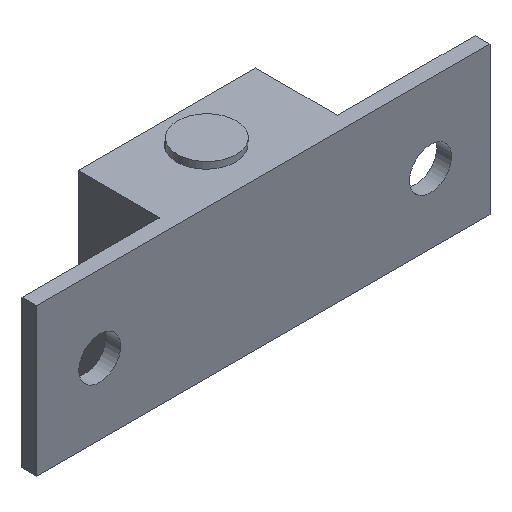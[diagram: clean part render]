
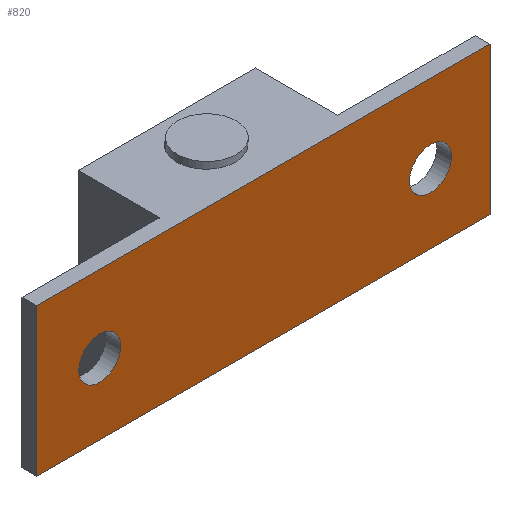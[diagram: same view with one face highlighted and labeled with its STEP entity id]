
A CAD part, isometric view. The second image highlights one B-rep face of the part: STEP entity #820.
In plain terms, the highlighted planar face has unit normal (0, -1, 0).
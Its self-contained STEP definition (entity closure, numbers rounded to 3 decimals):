
#29=FACE_BOUND('',#103,.T.);
#30=FACE_BOUND('',#104,.T.);
#36=CIRCLE('',#887,4.25);
#37=CIRCLE('',#888,4.25);
#53=FACE_OUTER_BOUND('',#102,.T.);
#102=EDGE_LOOP('',(#589,#590,#591,#592));
#103=EDGE_LOOP('',(#593));
#104=EDGE_LOOP('',(#594));
#167=LINE('',#1202,#270);
#174=LINE('',#1217,#277);
#175=LINE('',#1219,#278);
#176=LINE('',#1220,#279);
#270=VECTOR('',#970,10.);
#277=VECTOR('',#987,10.);
#278=VECTOR('',#988,10.);
#279=VECTOR('',#989,10.);
#370=VERTEX_POINT('',#1199);
#371=VERTEX_POINT('',#1201);
#374=VERTEX_POINT('',#1216);
#375=VERTEX_POINT('',#1218);
#376=VERTEX_POINT('',#1221);
#377=VERTEX_POINT('',#1223);
#450=EDGE_CURVE('',#370,#371,#167,.T.);
#458=EDGE_CURVE('',#374,#370,#174,.T.);
#459=EDGE_CURVE('',#374,#375,#175,.T.);
#460=EDGE_CURVE('',#375,#371,#176,.T.);
#461=EDGE_CURVE('',#376,#376,#36,.T.);
#462=EDGE_CURVE('',#377,#377,#37,.T.);
#589=ORIENTED_EDGE('',*,*,#458,.F.);
#590=ORIENTED_EDGE('',*,*,#459,.T.);
#591=ORIENTED_EDGE('',*,*,#460,.T.);
#592=ORIENTED_EDGE('',*,*,#450,.F.);
#593=ORIENTED_EDGE('',*,*,#461,.T.);
#594=ORIENTED_EDGE('',*,*,#462,.T.);
#778=PLANE('',#886);
#820=ADVANCED_FACE('',(#53,#29,#30),#778,.F.);
#886=AXIS2_PLACEMENT_3D('',#1215,#985,#986);
#887=AXIS2_PLACEMENT_3D('',#1222,#990,#991);
#888=AXIS2_PLACEMENT_3D('',#1224,#992,#993);
#970=DIRECTION('',(1.,0.,0.));
#985=DIRECTION('center_axis',(0.,1.,0.));
#986=DIRECTION('ref_axis',(1.,0.,0.));
#987=DIRECTION('',(0.,0.,1.));
#988=DIRECTION('',(1.,0.,0.));
#989=DIRECTION('',(0.,0.,1.));
#990=DIRECTION('center_axis',(0.,1.,0.));
#991=DIRECTION('ref_axis',(0.,0.,1.));
#992=DIRECTION('center_axis',(0.,1.,0.));
#993=DIRECTION('ref_axis',(0.,0.,1.));
#1199=CARTESIAN_POINT('',(-73.3,78.4,20.));
#1201=CARTESIAN_POINT('',(18.7,78.4,20.));
#1202=CARTESIAN_POINT('',(18.7,78.4,20.));
#1215=CARTESIAN_POINT('Origin',(-27.3,78.4,4.2));
#1216=CARTESIAN_POINT('',(-73.3,78.4,-10.));
#1217=CARTESIAN_POINT('',(-73.3,78.4,18.4));
#1218=CARTESIAN_POINT('',(18.7,78.4,-10.));
#1219=CARTESIAN_POINT('',(-73.3,78.4,-10.));
#1220=CARTESIAN_POINT('',(18.7,78.4,-10.));
#1221=CARTESIAN_POINT('',(6.642,78.4,-0.106));
#1222=CARTESIAN_POINT('Origin',(6.642,78.4,4.144));
#1223=CARTESIAN_POINT('',(-60.525,78.4,0.158));
#1224=CARTESIAN_POINT('Origin',(-60.525,78.4,4.408));
